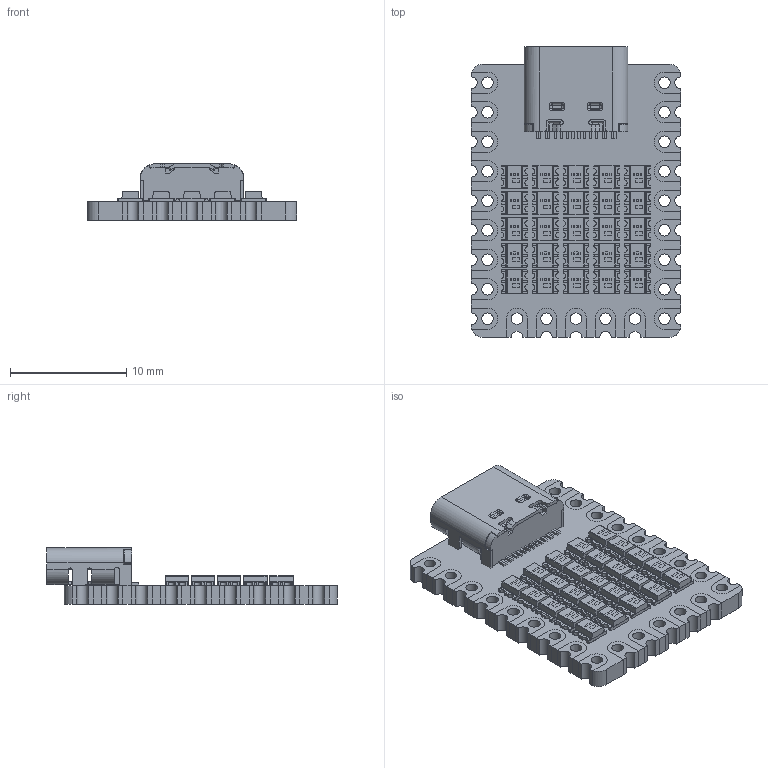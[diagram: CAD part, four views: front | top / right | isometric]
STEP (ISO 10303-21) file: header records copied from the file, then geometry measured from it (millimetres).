
FILE_DESCRIPTION(/* description */ (''),/* implementation_level */ '2;1');
FILE_NAME(/* name */ 'RP2040-Matrix.step',/* time_stamp */ '2024-08-18T16:39:39+02:00',/* author */ (''),/* organization */ (''),/* preprocessor_version */ 'ST-DEVELOPER v20',/* originating_system */ 'Autodesk Translation Framework v13.14.0.145',/* authorisation */ '');
FILE_SCHEMA (('AUTOMOTIVE_DESIGN { 1 0 10303 214 3 1 1 }'));
Length unit declared in the file: millimetre
Products named in the file (8): RP2040-Matrix; LED_WS2812_2020; CON_TYPE-C-31-M-12; CON_TYPE-C-31-M-12_1; ConPins; PcbPins; Mold; Frame
Assembly tree (31 placements, depth 4):
  RP2040-Matrix
    LED_WS2812_2020  x25
    CON_TYPE-C-31-M-12
      CON_TYPE-C-31-M-12_1
        ConPins
        PcbPins
        Mold
        Frame
Bounding box: 18 x 25 x 4.85 mm (x, y, z)
Volume: 799.2 mm3; surface area: 2552 mm2
Topology: 103 solids, 103 shells, 3221 faces, 8502 edges, 5562 vertices
Faces by surface type: plane 2641, cylinder 516, sphere 32, torus 26, cone 6
Full cylindrical faces by diameter (mm): 0.5 x2, 1 x23
Entity records: 29059 total; most frequent: DIRECTION 5024, CARTESIAN_POINT 4980, ORIENTED_EDGE 4844, EDGE_CURVE 2422, LINE 1816, VECTOR 1816, AXIS2_PLACEMENT_3D 1604, VERTEX_POINT 1530
